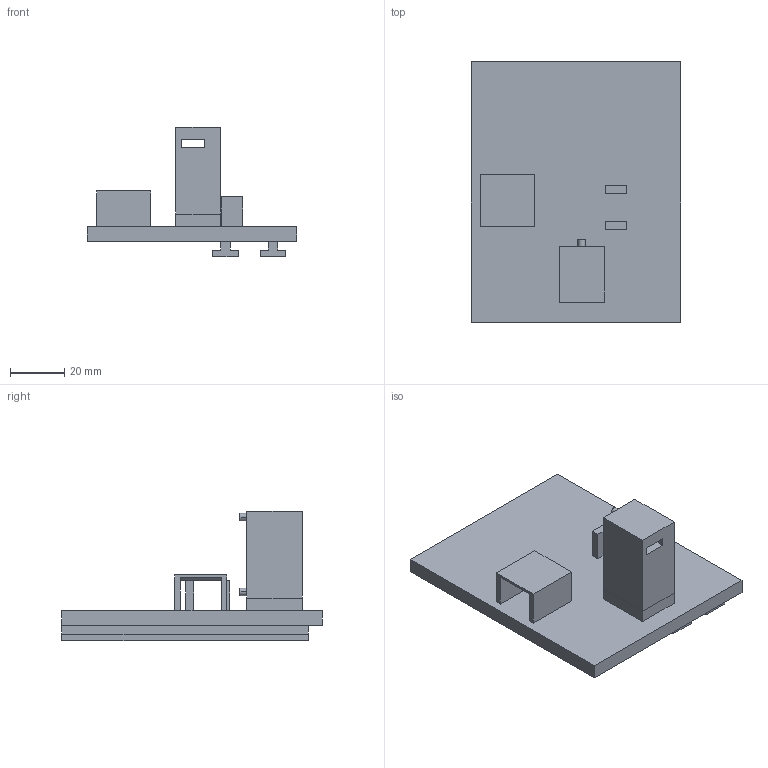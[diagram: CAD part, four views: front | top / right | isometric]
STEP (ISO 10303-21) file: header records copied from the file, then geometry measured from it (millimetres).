
FILE_DESCRIPTION (( 'STEP AP214' ), '1' );
FILE_NAME ('v2華攫.STEP', '2024-07-15T10:11:01', ( '' ), ( '' ), 'SwSTEP 2.0', 'SolidWorks 2022', '' );
FILE_SCHEMA (( 'AUTOMOTIVE_DESIGN' ));
Length unit declared in the file: millimetre
Products named in the file (1): v2華攫
Bounding box: 77.19 x 96.05 x 47.95 mm (x, y, z)
Volume: 56818.4 mm3; surface area: 28989.4 mm2
Topology: 6 solids, 6 shells, 71 faces, 171 edges, 114 vertices
Faces by surface type: plane 67, cylinder 4
Entity records: 2897 total; most frequent: CARTESIAN_POINT 357, ORIENTED_EDGE 342, DIRECTION 323, EDGE_CURVE 171, VECTOR 163, LINE 163, VERTEX_POINT 114, AXIS2_PLACEMENT_3D 80
